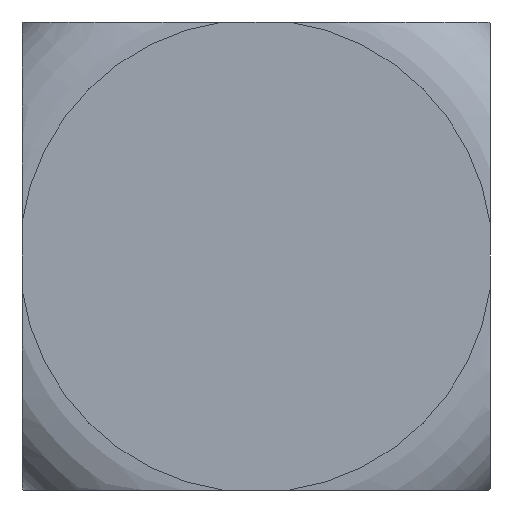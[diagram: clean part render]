
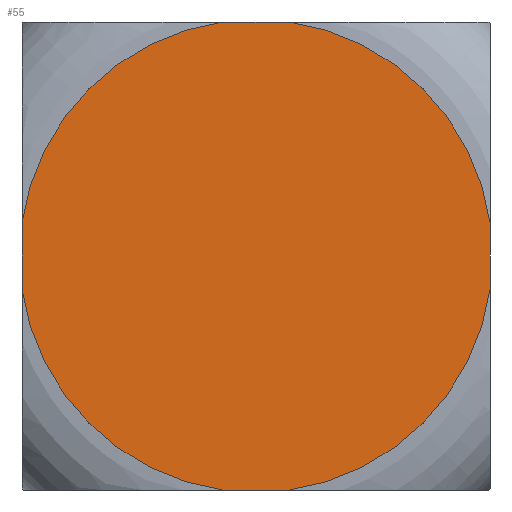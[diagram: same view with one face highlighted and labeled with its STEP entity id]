
A CAD part, left-side view. The second image highlights one B-rep face of the part: STEP entity #55.
In plain terms, the highlighted planar face has unit normal (-1, 0, 0).
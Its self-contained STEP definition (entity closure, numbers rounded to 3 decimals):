
#55 = ADVANCED_FACE( '', ( #124 ), #125, .F. );
#124 = FACE_OUTER_BOUND( '', #205, .T. );
#125 = PLANE( '', #206 );
#205 = EDGE_LOOP( '', ( #302, #303, #304, #305, #306, #307, #308, #309 ) );
#206 = AXIS2_PLACEMENT_3D( '', #310, #311, #312 );
#302 = ORIENTED_EDGE( '', *, *, #483, .F. );
#303 = ORIENTED_EDGE( '', *, *, #484, .F. );
#304 = ORIENTED_EDGE( '', *, *, #485, .F. );
#305 = ORIENTED_EDGE( '', *, *, #486, .F. );
#306 = ORIENTED_EDGE( '', *, *, #474, .F. );
#307 = ORIENTED_EDGE( '', *, *, #487, .F. );
#308 = ORIENTED_EDGE( '', *, *, #488, .F. );
#309 = ORIENTED_EDGE( '', *, *, #489, .F. );
#310 = CARTESIAN_POINT( '', ( 0., 0., 0. ) );
#311 = DIRECTION( '', ( 1., 0., 0. ) );
#312 = DIRECTION( '', ( 0., 0., -1. ) );
#474 = EDGE_CURVE( '', #559, #548, #561, .T. );
#483 = EDGE_CURVE( '', #575, #576, #577, .T. );
#484 = EDGE_CURVE( '', #578, #575, #579, .T. );
#485 = EDGE_CURVE( '', #580, #578, #581, .T. );
#486 = EDGE_CURVE( '', #548, #580, #582, .T. );
#487 = EDGE_CURVE( '', #583, #559, #584, .T. );
#488 = EDGE_CURVE( '', #585, #583, #586, .T. );
#489 = EDGE_CURVE( '', #576, #585, #587, .T. );
#548 = VERTEX_POINT( '', #659 );
#559 = VERTEX_POINT( '', #699 );
#561 = LINE( '', #724, #725 );
#575 = VERTEX_POINT( '', #739 );
#576 = VERTEX_POINT( '', #740 );
#577 = LINE( '', #741, #742 );
#578 = VERTEX_POINT( '', #743 );
#579 = CIRCLE( '', #744, 14.14 );
#580 = VERTEX_POINT( '', #745 );
#581 = LINE( '', #746, #747 );
#582 = CIRCLE( '', #748, 14.14 );
#583 = VERTEX_POINT( '', #749 );
#584 = CIRCLE( '', #750, 14.14 );
#585 = VERTEX_POINT( '', #751 );
#586 = LINE( '', #752, #753 );
#587 = CIRCLE( '', #754, 14.14 );
#659 = CARTESIAN_POINT( '', ( 0., -14., -1.985 ) );
#699 = CARTESIAN_POINT( '', ( 0., -14., 1.985 ) );
#724 = CARTESIAN_POINT( '', ( 0., -14., 14. ) );
#725 = VECTOR( '', #981, 1000. );
#739 = CARTESIAN_POINT( '', ( 0., 14., -1.985 ) );
#740 = CARTESIAN_POINT( '', ( 0., 14., 1.985 ) );
#741 = CARTESIAN_POINT( '', ( 0., 14., -14. ) );
#742 = VECTOR( '', #1000, 1000. );
#743 = CARTESIAN_POINT( '', ( 0., 1.985, -14. ) );
#744 = AXIS2_PLACEMENT_3D( '', #1001, #1002, #1003 );
#745 = CARTESIAN_POINT( '', ( 0., -1.985, -14. ) );
#746 = CARTESIAN_POINT( '', ( 0., -14., -14. ) );
#747 = VECTOR( '', #1004, 1000. );
#748 = AXIS2_PLACEMENT_3D( '', #1005, #1006, #1007 );
#749 = CARTESIAN_POINT( '', ( 0., -1.985, 14. ) );
#750 = AXIS2_PLACEMENT_3D( '', #1008, #1009, #1010 );
#751 = CARTESIAN_POINT( '', ( 0., 1.985, 14. ) );
#752 = CARTESIAN_POINT( '', ( 0., 14., 14. ) );
#753 = VECTOR( '', #1011, 1000. );
#754 = AXIS2_PLACEMENT_3D( '', #1012, #1013, #1014 );
#981 = DIRECTION( '', ( 0., 0., -1. ) );
#1000 = DIRECTION( '', ( 0., 0., 1. ) );
#1001 = CARTESIAN_POINT( '', ( 0., 0., 0. ) );
#1002 = DIRECTION( '', ( 1., 0., 0. ) );
#1003 = DIRECTION( '', ( 0., 0., -1. ) );
#1004 = DIRECTION( '', ( 0., 1., 0. ) );
#1005 = CARTESIAN_POINT( '', ( 0., 0., 0. ) );
#1006 = DIRECTION( '', ( 1., 0., 0. ) );
#1007 = DIRECTION( '', ( 0., 0., -1. ) );
#1008 = CARTESIAN_POINT( '', ( 0., 0., 0. ) );
#1009 = DIRECTION( '', ( 1., 0., 0. ) );
#1010 = DIRECTION( '', ( 0., 0., -1. ) );
#1011 = DIRECTION( '', ( 0., -1., 0. ) );
#1012 = CARTESIAN_POINT( '', ( 0., 0., 0. ) );
#1013 = DIRECTION( '', ( 1., 0., 0. ) );
#1014 = DIRECTION( '', ( 0., 0., -1. ) );
